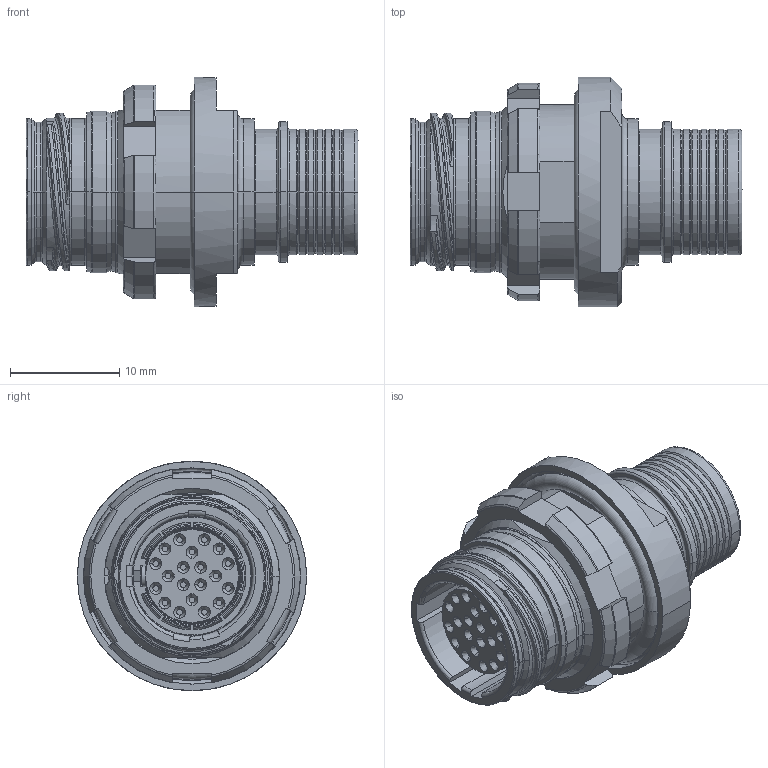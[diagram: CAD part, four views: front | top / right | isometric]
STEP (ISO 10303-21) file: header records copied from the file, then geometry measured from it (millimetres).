
FILE_DESCRIPTION((''),'2;1');
FILE_NAME('G6TAAT0-ED20WN-0S00_OHNE_NUTMUT_ASM','2023-08-22T07:49:36',('FHeitzinger'),(''),'CREO PARAMETRIC BY PTC INC, 2022014','CREO PARAMETRIC BY PTC INC, 2022014','');
FILE_SCHEMA(('AP242_MANAGED_MODEL_BASED_3D_ENGINEERING_MIM_LF { 1 0 10303 442 1 1 4 }'));
Length unit declared in the file: millimetre
Products named in the file (5): Z10404153_1_1; Z10404153_1_2; Z10404153_1_ASM; 00141237; G6TAAT0-ED20WN-0S00_OHNE_NUTMUT_ASM
Assembly tree (4 placements, depth 3):
  G6TAAT0-ED20WN-0S00_OHNE_NUTMUT_ASM
    Z10404153_1_ASM
      Z10404153_1_1
      Z10404153_1_2
    00141237
Bounding box: 30.4 x 21 x 21 mm (x, y, z)
Volume: 4237.5 mm3; surface area: 5169.4 mm2
Topology: 3 solids, 4 shells, 821 faces, 2341 edges, 1532 vertices
Faces by surface type: cylinder 239, plane 238, cone 189, torus 130, bspline 24, sphere 1
Entity records: 37043 total; most frequent: CARTESIAN_POINT 10129, ORIENTED_EDGE 4602, DIRECTION 4237, EDGE_CURVE 2301, AXIS2_PLACEMENT_3D 1736, VERTEX_POINT 1532, CIRCLE 928, PRESENTATION_STYLE_ASSIGNMENT 903
